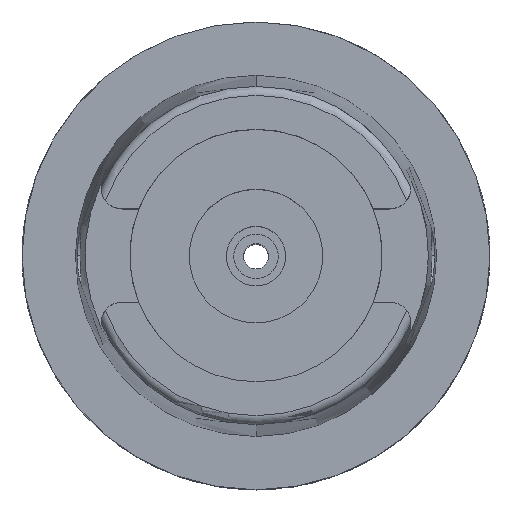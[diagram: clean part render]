
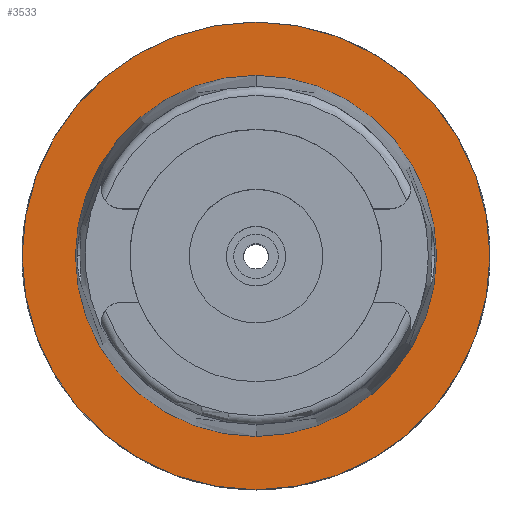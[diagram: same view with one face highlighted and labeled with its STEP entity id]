
A CAD part, top view. The second image highlights one B-rep face of the part: STEP entity #3533.
In plain terms, the highlighted planar face has unit normal (0, 0, 1).
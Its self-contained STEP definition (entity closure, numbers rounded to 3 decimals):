
#43 = CIRCLE ( 'NONE', #857, 31.5 ) ;
#97 = ORIENTED_EDGE ( 'NONE', *, *, #4925, .F. ) ;
#198 = AXIS2_PLACEMENT_3D ( 'NONE', #2476, #2054, #2080 ) ;
#209 = DIRECTION ( 'NONE',  ( 0., 0., -1. ) ) ;
#297 = DIRECTION ( 'NONE',  ( 0., -1., 0. ) ) ;
#430 = CARTESIAN_POINT ( 'NONE',  ( 0., 24.315, 0. ) ) ;
#489 = AXIS2_PLACEMENT_3D ( 'NONE', #1460, #209, #3133 ) ;
#518 = EDGE_CURVE ( 'NONE', #4400, #5075, #2943, .T. ) ;
#544 = EDGE_CURVE ( 'NONE', #5075, #4400, #43, .T. ) ;
#713 = DIRECTION ( 'NONE',  ( 0., 0., 1. ) ) ;
#857 = AXIS2_PLACEMENT_3D ( 'NONE', #2337, #3222, #4841 ) ;
#1170 = FACE_OUTER_BOUND ( 'NONE', #4990, .T. ) ;
#1223 = DIRECTION ( 'NONE',  ( 0., 0., 1. ) ) ;
#1253 = CARTESIAN_POINT ( 'NONE',  ( 0., -24.315, 0. ) ) ;
#1460 = CARTESIAN_POINT ( 'NONE',  ( 0., 0., 0. ) ) ;
#2048 = CARTESIAN_POINT ( 'NONE',  ( 0., 0., 0. ) ) ;
#2054 = DIRECTION ( 'NONE',  ( 0., 0., -1. ) ) ;
#2080 = DIRECTION ( 'NONE',  ( 0., -1., 0. ) ) ;
#2208 = CIRCLE ( 'NONE', #4470, 24.315 ) ;
#2305 = VERTEX_POINT ( 'NONE', #1253 ) ;
#2337 = CARTESIAN_POINT ( 'NONE',  ( 0., 0., 0. ) ) ;
#2476 = CARTESIAN_POINT ( 'NONE',  ( 0., 0., 0. ) ) ;
#2519 = ORIENTED_EDGE ( 'NONE', *, *, #5636, .F. ) ;
#2884 = CARTESIAN_POINT ( 'NONE',  ( 0., 0., 0. ) ) ;
#2933 = PLANE ( 'NONE',  #198 ) ;
#2943 = CIRCLE ( 'NONE', #489, 31.5 ) ;
#3133 = DIRECTION ( 'NONE',  ( 0., 1., 0. ) ) ;
#3222 = DIRECTION ( 'NONE',  ( 0., 0., -1. ) ) ;
#3379 = DIRECTION ( 'NONE',  ( 0., 1., 0. ) ) ;
#3390 = CIRCLE ( 'NONE', #4112, 24.315 ) ;
#3503 = EDGE_LOOP ( 'NONE', ( #97, #2519 ) ) ;
#3515 = VERTEX_POINT ( 'NONE', #430 ) ;
#3533 = ADVANCED_FACE ( 'NONE', ( #1170, #5524 ), #2933, .F. ) ;
#3640 = CARTESIAN_POINT ( 'NONE',  ( 0., 31.5, 0. ) ) ;
#3980 = ORIENTED_EDGE ( 'NONE', *, *, #544, .F. ) ;
#4112 = AXIS2_PLACEMENT_3D ( 'NONE', #2884, #713, #297 ) ;
#4400 = VERTEX_POINT ( 'NONE', #3640 ) ;
#4470 = AXIS2_PLACEMENT_3D ( 'NONE', #2048, #1223, #3379 ) ;
#4841 = DIRECTION ( 'NONE',  ( 0., -1., 0. ) ) ;
#4925 = EDGE_CURVE ( 'NONE', #3515, #2305, #2208, .T. ) ;
#4990 = EDGE_LOOP ( 'NONE', ( #5555, #3980 ) ) ;
#5075 = VERTEX_POINT ( 'NONE', #5464 ) ;
#5464 = CARTESIAN_POINT ( 'NONE',  ( 0., -31.5, 0. ) ) ;
#5524 = FACE_BOUND ( 'NONE', #3503, .T. ) ;
#5555 = ORIENTED_EDGE ( 'NONE', *, *, #518, .F. ) ;
#5636 = EDGE_CURVE ( 'NONE', #2305, #3515, #3390, .T. ) ;
